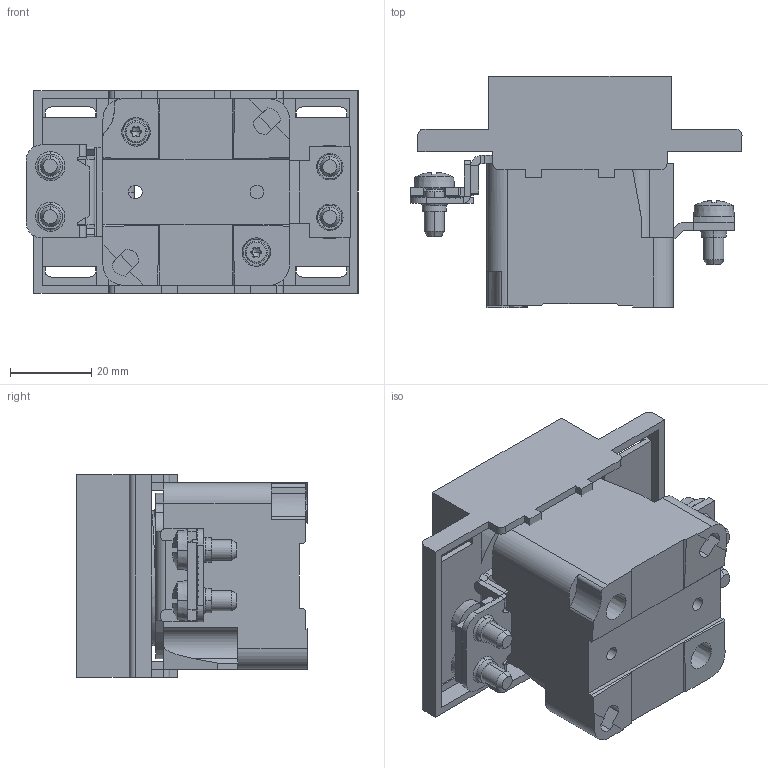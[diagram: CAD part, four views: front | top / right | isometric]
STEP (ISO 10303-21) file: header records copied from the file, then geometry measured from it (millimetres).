
FILE_DESCRIPTION((''),'2;1');
FILE_NAME('002323016_DIII_E33_63A_EZN_3P_Z_ASM','2024-02-26T08:03:58',('klemen.sitar'),('Audax d.o.o.'),'CREO PARAMETRIC BY PTC INC, 2021304','CREO PARAMETRIC BY PTC INC, 2021304','');
FILE_SCHEMA(('AP242_MANAGED_MODEL_BASED_3D_ENGINEERING_MIM_LF { 1 0 10303 442 1 1 4 }'));
Length unit declared in the file: millimetre
Products named in the file (12): 0000006961_1_1_1; 0000006960_1_1_1; 0000060314_1_1_1; 0000060159_1_1_1; 0000006971_1_1_1; 0000006970_1_1_1; 0000059961_1_1_1; 0000059958_1_1_1; 0000060479_ASM_1_ASM_1_ASM_1_ASM; 002323008_DIII_E33_63A_EZN_1P_ASM; PRT0002; 002323016_DIII_E33_63A_EZN_3P_Z_ASM
Assembly tree (16 placements, depth 4):
  002323016_DIII_E33_63A_EZN_3P_Z_ASM
    002323008_DIII_E33_63A_EZN_1P_ASM
      0000060479_ASM_1_ASM_1_ASM_1_ASM
        0000006961_1_1_1
        0000006960_1_1_1
        0000060314_1_1_1
        0000060159_1_1_1  x4
        0000006971_1_1_1
        0000006970_1_1_1
        0000059961_1_1_1  x2
        0000059958_1_1_1  x2
    PRT0002
Bounding box: 81.95 x 57 x 50 mm (x, y, z)
Volume: 68301.3 mm3; surface area: 42093 mm2
Topology: 14 solids, 14 shells, 819 faces, 2344 edges, 1576 vertices
Faces by surface type: plane 498, cylinder 204, cone 74, torus 26, bspline 9, sphere 8
Entity records: 36394 total; most frequent: CARTESIAN_POINT 10830, DIRECTION 3638, ORIENTED_EDGE 3514, EDGE_CURVE 1757, AXIS2_PLACEMENT_3D 1236, PRESENTATION_STYLE_ASSIGNMENT 1205, STYLED_ITEM 1205, VERTEX_POINT 1175
